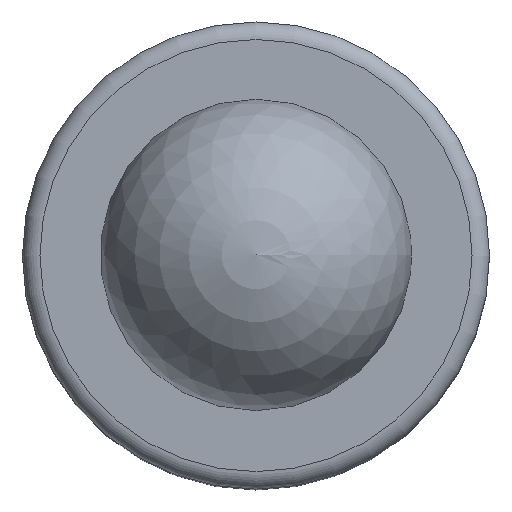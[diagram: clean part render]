
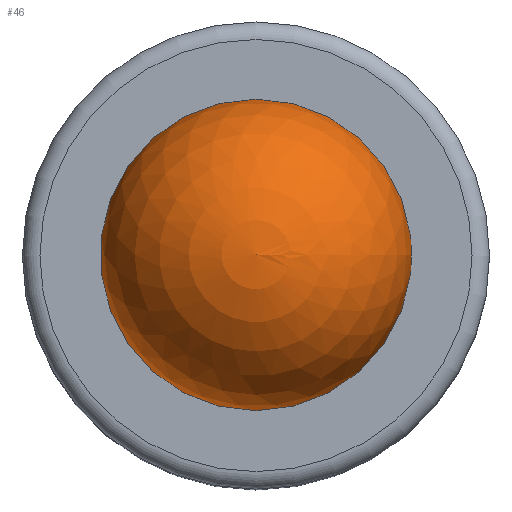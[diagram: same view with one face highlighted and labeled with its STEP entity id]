
A CAD part, top view. The second image highlights one B-rep face of the part: STEP entity #46.
In plain terms, the highlighted spherical face has radius 4 mm.
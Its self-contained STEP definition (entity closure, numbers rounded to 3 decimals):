
#46 = ADVANCED_FACE( '', ( #92, #93 ), #94, .T. );
#92 = FACE_BOUND( '', #130, .T. );
#93 = FACE_OUTER_BOUND( '', #131, .T. );
#94 = SPHERICAL_SURFACE( '', #132, 4. );
#130 = VERTEX_LOOP( '', #176 );
#131 = EDGE_LOOP( '', ( #177 ) );
#132 = AXIS2_PLACEMENT_3D( '', #178, #179, #180 );
#176 = VERTEX_POINT( '', #196 );
#177 = ORIENTED_EDGE( '', *, *, #182, .T. );
#178 = CARTESIAN_POINT( '', ( 0., 0., 13.43 ) );
#179 = DIRECTION( '', ( 0., 0., 1. ) );
#180 = DIRECTION( '', ( 1., 0., 0. ) );
#182 = EDGE_CURVE( '', #198, #198, #199, .T. );
#196 = CARTESIAN_POINT( '', ( 0., 0., 17.43 ) );
#198 = VERTEX_POINT( '', #220 );
#199 = CIRCLE( '', #221, 3.905 );
#220 = CARTESIAN_POINT( '', ( 3.905, 0., 12.561 ) );
#221 = AXIS2_PLACEMENT_3D( '', #241, #242, #243 );
#241 = CARTESIAN_POINT( '', ( 0., 0., 12.561 ) );
#242 = DIRECTION( '', ( 0., 0., 1. ) );
#243 = DIRECTION( '', ( 1., 0., 0. ) );
